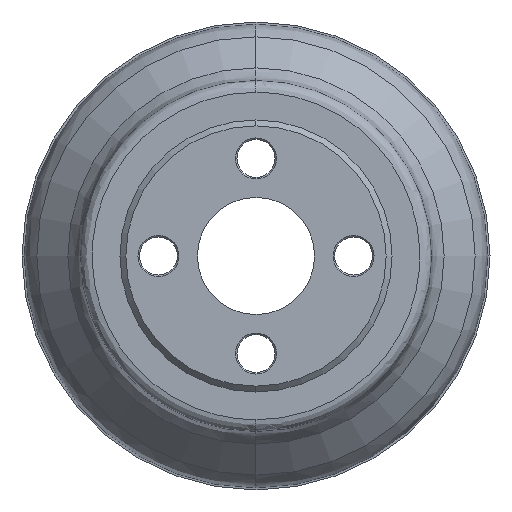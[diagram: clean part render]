
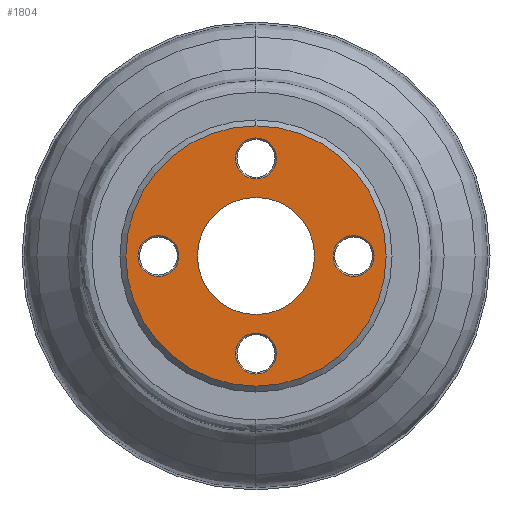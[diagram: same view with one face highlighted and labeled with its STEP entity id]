
A CAD part, front view. The second image highlights one B-rep face of the part: STEP entity #1804.
In plain terms, the highlighted planar face has unit normal (0, -1, 0).
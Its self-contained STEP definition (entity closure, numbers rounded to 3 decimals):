
#1 = CARTESIAN_POINT ( 'NONE',  ( 0., 0., -44.5 ) ) ;
#30 = CARTESIAN_POINT ( 'NONE',  ( 0., 0., 0. ) ) ;
#69 = CARTESIAN_POINT ( 'NONE',  ( 0., 0., -33.35 ) ) ;
#95 = EDGE_CURVE ( 'NONE', #1488, #1094, #1791, .T. ) ;
#109 = DIRECTION ( 'NONE',  ( 0., 1., 0. ) ) ;
#126 = VERTEX_POINT ( 'NONE', #1539 ) ;
#147 = VERTEX_POINT ( 'NONE', #1990 ) ;
#150 = EDGE_LOOP ( 'NONE', ( #178, #560 ) ) ;
#178 = ORIENTED_EDGE ( 'NONE', *, *, #1871, .T. ) ;
#246 = DIRECTION ( 'NONE',  ( 0., 1., 0. ) ) ;
#249 = ORIENTED_EDGE ( 'NONE', *, *, #312, .T. ) ;
#265 = DIRECTION ( 'NONE',  ( 0., 1., 0. ) ) ;
#273 = AXIS2_PLACEMENT_3D ( 'NONE', #1069, #296, #1971 ) ;
#283 = EDGE_CURVE ( 'NONE', #737, #147, #1627, .T. ) ;
#296 = DIRECTION ( 'NONE',  ( 0., -1., 0. ) ) ;
#312 = EDGE_CURVE ( 'NONE', #126, #676, #2004, .T. ) ;
#330 = DIRECTION ( 'NONE',  ( 0., 1., 0. ) ) ;
#339 = DIRECTION ( 'NONE',  ( 0., 0., -1. ) ) ;
#354 = CIRCLE ( 'NONE', #1248, 7. ) ;
#356 = CARTESIAN_POINT ( 'NONE',  ( 0., 0., -40.35 ) ) ;
#358 = AXIS2_PLACEMENT_3D ( 'NONE', #1554, #906, #750 ) ;
#369 = ORIENTED_EDGE ( 'NONE', *, *, #283, .T. ) ;
#396 = AXIS2_PLACEMENT_3D ( 'NONE', #686, #246, #1491 ) ;
#451 = AXIS2_PLACEMENT_3D ( 'NONE', #1054, #596, #1707 ) ;
#471 = DIRECTION ( 'NONE',  ( 0., 0., -1. ) ) ;
#476 = CIRCLE ( 'NONE', #640, 20. ) ;
#510 = VERTEX_POINT ( 'NONE', #577 ) ;
#519 = CIRCLE ( 'NONE', #358, 7. ) ;
#526 = DIRECTION ( 'NONE',  ( 0., -1., 0. ) ) ;
#539 = EDGE_LOOP ( 'NONE', ( #1693, #369 ) ) ;
#560 = ORIENTED_EDGE ( 'NONE', *, *, #2008, .T. ) ;
#565 = EDGE_LOOP ( 'NONE', ( #1934, #1906 ) ) ;
#571 = EDGE_LOOP ( 'NONE', ( #1658, #1888 ) ) ;
#575 = CARTESIAN_POINT ( 'NONE',  ( 33.35, 0., 0. ) ) ;
#577 = CARTESIAN_POINT ( 'NONE',  ( 0., 0., -26.35 ) ) ;
#586 = AXIS2_PLACEMENT_3D ( 'NONE', #69, #1320, #1029 ) ;
#594 = VERTEX_POINT ( 'NONE', #625 ) ;
#596 = DIRECTION ( 'NONE',  ( 0., 1., 0. ) ) ;
#623 = EDGE_CURVE ( 'NONE', #1484, #594, #1339, .T. ) ;
#625 = CARTESIAN_POINT ( 'NONE',  ( -33.35, 0., -7. ) ) ;
#637 = CARTESIAN_POINT ( 'NONE',  ( 0., 0., 0. ) ) ;
#640 = AXIS2_PLACEMENT_3D ( 'NONE', #637, #957, #1889 ) ;
#660 = FACE_BOUND ( 'NONE', #150, .T. ) ;
#676 = VERTEX_POINT ( 'NONE', #945 ) ;
#685 = EDGE_LOOP ( 'NONE', ( #1043, #249 ) ) ;
#686 = CARTESIAN_POINT ( 'NONE',  ( 0., 0., 0. ) ) ;
#691 = CARTESIAN_POINT ( 'NONE',  ( -33.35, 0., 7. ) ) ;
#693 = AXIS2_PLACEMENT_3D ( 'NONE', #926, #1246, #471 ) ;
#719 = CARTESIAN_POINT ( 'NONE',  ( -33.35, 0., 0. ) ) ;
#732 = CIRCLE ( 'NONE', #1230, 44.5 ) ;
#733 = DIRECTION ( 'NONE',  ( 0., 0., -1. ) ) ;
#737 = VERTEX_POINT ( 'NONE', #2016 ) ;
#744 = DIRECTION ( 'NONE',  ( 0., 0., -1. ) ) ;
#750 = DIRECTION ( 'NONE',  ( 0., 0., -1. ) ) ;
#761 = FACE_BOUND ( 'NONE', #571, .T. ) ;
#769 = AXIS2_PLACEMENT_3D ( 'NONE', #719, #265, #1345 ) ;
#799 = EDGE_CURVE ( 'NONE', #1364, #1600, #732, .T. ) ;
#866 = AXIS2_PLACEMENT_3D ( 'NONE', #1992, #109, #733 ) ;
#906 = DIRECTION ( 'NONE',  ( 0., 1., 0. ) ) ;
#921 = FACE_BOUND ( 'NONE', #539, .T. ) ;
#926 = CARTESIAN_POINT ( 'NONE',  ( 0., 0., 0. ) ) ;
#927 = EDGE_CURVE ( 'NONE', #594, #1484, #1877, .T. ) ;
#935 = DIRECTION ( 'NONE',  ( 0., 1., 0. ) ) ;
#945 = CARTESIAN_POINT ( 'NONE',  ( 33.35, 0., -7. ) ) ;
#957 = DIRECTION ( 'NONE',  ( 0., 1., 0. ) ) ;
#961 = EDGE_CURVE ( 'NONE', #1094, #1488, #1716, .T. ) ;
#997 = CARTESIAN_POINT ( 'NONE',  ( 0., 0., 40.35 ) ) ;
#1029 = DIRECTION ( 'NONE',  ( 0., 0., -1. ) ) ;
#1041 = CARTESIAN_POINT ( 'NONE',  ( 0., 0., 26.35 ) ) ;
#1043 = ORIENTED_EDGE ( 'NONE', *, *, #1846, .T. ) ;
#1051 = CIRCLE ( 'NONE', #273, 44.5 ) ;
#1053 = AXIS2_PLACEMENT_3D ( 'NONE', #1781, #1459, #1156 ) ;
#1054 = CARTESIAN_POINT ( 'NONE',  ( 0., 0., 33.35 ) ) ;
#1069 = CARTESIAN_POINT ( 'NONE',  ( 0., 0., 0. ) ) ;
#1094 = VERTEX_POINT ( 'NONE', #1041 ) ;
#1118 = AXIS2_PLACEMENT_3D ( 'NONE', #1590, #330, #339 ) ;
#1156 = DIRECTION ( 'NONE',  ( 0., 0., -1. ) ) ;
#1161 = VERTEX_POINT ( 'NONE', #356 ) ;
#1171 = FACE_OUTER_BOUND ( 'NONE', #565, .T. ) ;
#1230 = AXIS2_PLACEMENT_3D ( 'NONE', #30, #526, #1596 ) ;
#1246 = DIRECTION ( 'NONE',  ( 0., -1., 0. ) ) ;
#1248 = AXIS2_PLACEMENT_3D ( 'NONE', #575, #935, #744 ) ;
#1270 = FACE_BOUND ( 'NONE', #1710, .T. ) ;
#1320 = DIRECTION ( 'NONE',  ( 0., 1., 0. ) ) ;
#1324 = EDGE_CURVE ( 'NONE', #147, #737, #476, .T. ) ;
#1339 = CIRCLE ( 'NONE', #1118, 7. ) ;
#1345 = DIRECTION ( 'NONE',  ( 0., 0., -1. ) ) ;
#1364 = VERTEX_POINT ( 'NONE', #1 ) ;
#1452 = ORIENTED_EDGE ( 'NONE', *, *, #95, .T. ) ;
#1459 = DIRECTION ( 'NONE',  ( 0., 1., 0. ) ) ;
#1484 = VERTEX_POINT ( 'NONE', #691 ) ;
#1488 = VERTEX_POINT ( 'NONE', #997 ) ;
#1491 = DIRECTION ( 'NONE',  ( 0., 0., -1. ) ) ;
#1539 = CARTESIAN_POINT ( 'NONE',  ( 33.35, 0., 7. ) ) ;
#1548 = CIRCLE ( 'NONE', #586, 7. ) ;
#1554 = CARTESIAN_POINT ( 'NONE',  ( 0., 0., -33.35 ) ) ;
#1572 = PLANE ( 'NONE',  #693 ) ;
#1590 = CARTESIAN_POINT ( 'NONE',  ( -33.35, 0., 0. ) ) ;
#1596 = DIRECTION ( 'NONE',  ( 0., 0., 1. ) ) ;
#1600 = VERTEX_POINT ( 'NONE', #1810 ) ;
#1627 = CIRCLE ( 'NONE', #396, 20. ) ;
#1658 = ORIENTED_EDGE ( 'NONE', *, *, #927, .T. ) ;
#1693 = ORIENTED_EDGE ( 'NONE', *, *, #1324, .T. ) ;
#1707 = DIRECTION ( 'NONE',  ( 0., 0., -1. ) ) ;
#1710 = EDGE_LOOP ( 'NONE', ( #1875, #1452 ) ) ;
#1711 = EDGE_CURVE ( 'NONE', #1600, #1364, #1051, .T. ) ;
#1716 = CIRCLE ( 'NONE', #866, 7. ) ;
#1733 = FACE_BOUND ( 'NONE', #685, .T. ) ;
#1781 = CARTESIAN_POINT ( 'NONE',  ( 33.35, 0., 0. ) ) ;
#1791 = CIRCLE ( 'NONE', #451, 7. ) ;
#1804 = ADVANCED_FACE ( 'NONE', ( #761, #1270, #1733, #660, #921, #1171 ), #1572, .T. ) ;
#1810 = CARTESIAN_POINT ( 'NONE',  ( 0., 0., 44.5 ) ) ;
#1846 = EDGE_CURVE ( 'NONE', #676, #126, #354, .T. ) ;
#1871 = EDGE_CURVE ( 'NONE', #1161, #510, #1548, .T. ) ;
#1875 = ORIENTED_EDGE ( 'NONE', *, *, #961, .T. ) ;
#1877 = CIRCLE ( 'NONE', #769, 7. ) ;
#1888 = ORIENTED_EDGE ( 'NONE', *, *, #623, .T. ) ;
#1889 = DIRECTION ( 'NONE',  ( 0., 0., -1. ) ) ;
#1906 = ORIENTED_EDGE ( 'NONE', *, *, #799, .T. ) ;
#1934 = ORIENTED_EDGE ( 'NONE', *, *, #1711, .T. ) ;
#1971 = DIRECTION ( 'NONE',  ( 0., 0., 1. ) ) ;
#1990 = CARTESIAN_POINT ( 'NONE',  ( 0., 0., -20. ) ) ;
#1992 = CARTESIAN_POINT ( 'NONE',  ( 0., 0., 33.35 ) ) ;
#2004 = CIRCLE ( 'NONE', #1053, 7. ) ;
#2008 = EDGE_CURVE ( 'NONE', #510, #1161, #519, .T. ) ;
#2016 = CARTESIAN_POINT ( 'NONE',  ( 0., 0., 20. ) ) ;
